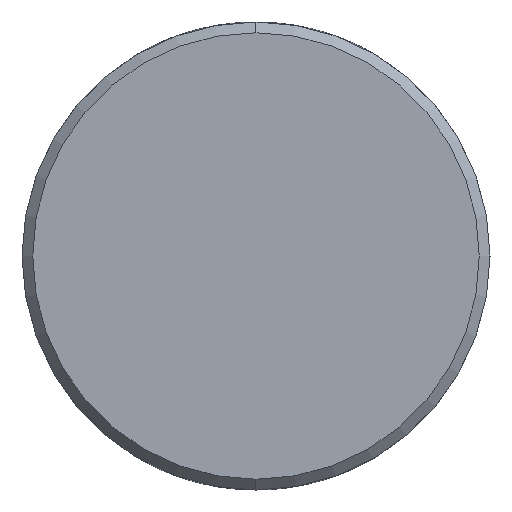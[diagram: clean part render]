
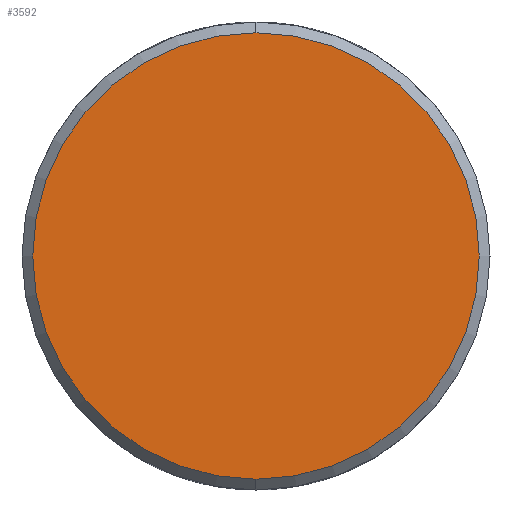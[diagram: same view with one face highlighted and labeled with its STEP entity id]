
A CAD part, left-side view. The second image highlights one B-rep face of the part: STEP entity #3592.
In plain terms, the highlighted planar face has unit normal (-1, 0, 0).
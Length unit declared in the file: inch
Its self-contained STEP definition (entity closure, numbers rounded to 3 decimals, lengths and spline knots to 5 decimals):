
#289 = VERTEX_POINT ( 'NONE', #1931 ) ;
#457 = CIRCLE ( 'NONE', #1077, 0.18748 ) ;
#796 = ORIENTED_EDGE ( 'NONE', *, *, #5382, .T. ) ;
#1077 = AXIS2_PLACEMENT_3D ( 'NONE', #2131, #2971, #2548 ) ;
#1806 = CARTESIAN_POINT ( 'NONE',  ( -0.25, 0., -0.18748 ) ) ;
#1866 = AXIS2_PLACEMENT_3D ( 'NONE', #2421, #3371, #2010 ) ;
#1931 = CARTESIAN_POINT ( 'NONE',  ( -0.25, 0., 0.18748 ) ) ;
#2010 = DIRECTION ( 'NONE',  ( 0., 0., 1. ) ) ;
#2077 = EDGE_LOOP ( 'NONE', ( #796, #4984 ) ) ;
#2118 = EDGE_CURVE ( 'NONE', #289, #4429, #5350, .T. ) ;
#2131 = CARTESIAN_POINT ( 'NONE',  ( -0.25, 0., 0. ) ) ;
#2250 = AXIS2_PLACEMENT_3D ( 'NONE', #4358, #5353, #3624 ) ;
#2421 = CARTESIAN_POINT ( 'NONE',  ( -0.25, 0., 0. ) ) ;
#2548 = DIRECTION ( 'NONE',  ( 0., 0., 1. ) ) ;
#2971 = DIRECTION ( 'NONE',  ( -1., 0., 0. ) ) ;
#3371 = DIRECTION ( 'NONE',  ( -1., 0., 0. ) ) ;
#3592 = ADVANCED_FACE ( 'NONE', ( #4588 ), #3937, .F. ) ;
#3624 = DIRECTION ( 'NONE',  ( 0., 0., -1. ) ) ;
#3937 = PLANE ( 'NONE',  #2250 ) ;
#4358 = CARTESIAN_POINT ( 'NONE',  ( -0.25, 0., 0. ) ) ;
#4429 = VERTEX_POINT ( 'NONE', #1806 ) ;
#4588 = FACE_OUTER_BOUND ( 'NONE', #2077, .T. ) ;
#4984 = ORIENTED_EDGE ( 'NONE', *, *, #2118, .T. ) ;
#5350 = CIRCLE ( 'NONE', #1866, 0.18748 ) ;
#5353 = DIRECTION ( 'NONE',  ( 1., 0., 0. ) ) ;
#5382 = EDGE_CURVE ( 'NONE', #4429, #289, #457, .T. ) ;
